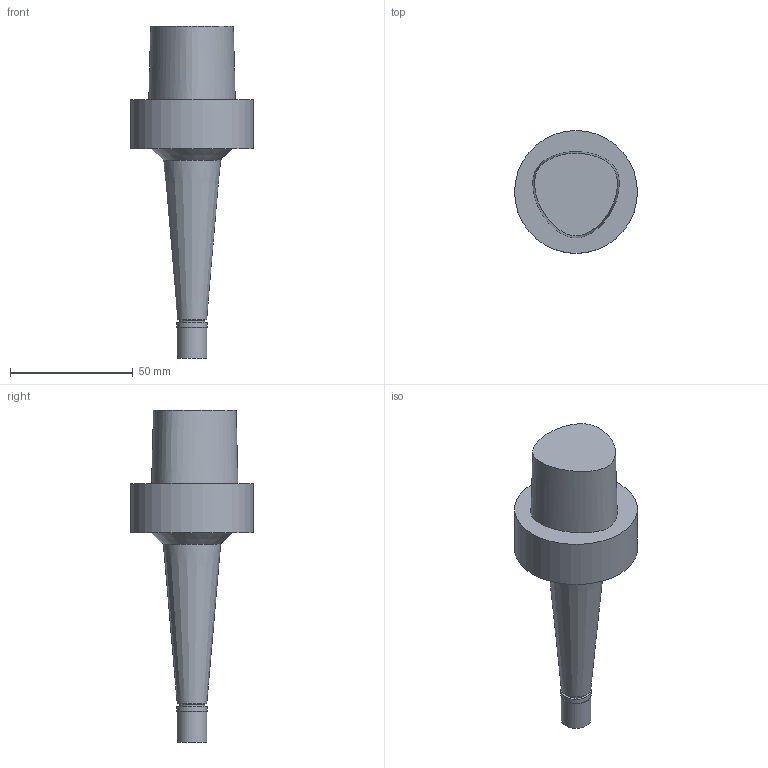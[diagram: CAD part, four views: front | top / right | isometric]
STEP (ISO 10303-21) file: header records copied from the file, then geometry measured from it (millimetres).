
FILE_DESCRIPTION((''),'1');
FILE_NAME('C5-MEGA4S-105T.stp','2012-11-08T07:15:45',(''),(''),'Spatial Interop R18','Kubotek KeyCreator V8.5.1 (14335)',' ');
FILE_SCHEMA(('CONFIG_CONTROL_DESIGN'));
Length unit declared in the file: millimetre
Products named in the file (1): 1
Bounding box: 49.98 x 49.98 x 135 mm (x, y, z)
Volume: 87576.3 mm3; surface area: 14316.6 mm2
Topology: 1 solids, 1 shells, 14 faces, 22 edges, 13 vertices
Faces by surface type: plane 5, cone 4, cylinder 4, bspline 1
Full cylindrical faces by diameter (mm): 10.5 x1, 12 x1, 12.3 x1, 49.98 x1
Entity records: 841 total; most frequent: CARTESIAN_POINT 571, DIRECTION 50, ORIENTED_EDGE 28, AXIS2_PLACEMENT_3D 25, EDGE_LOOP 25, FACE_BOUND 19, ADVANCED_FACE 14, EDGE_CURVE 14
